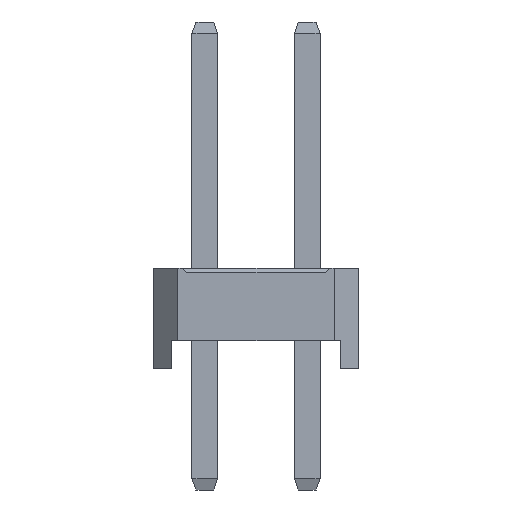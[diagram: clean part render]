
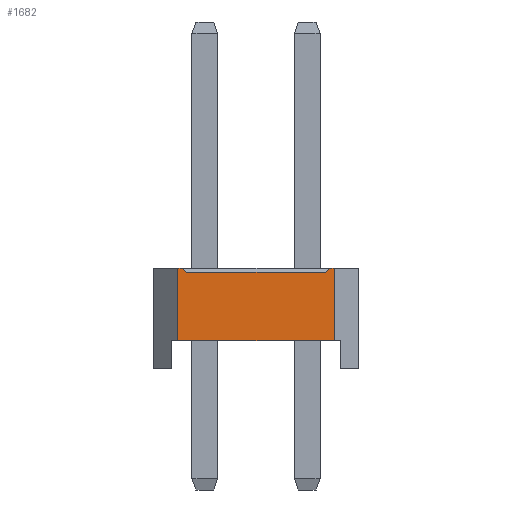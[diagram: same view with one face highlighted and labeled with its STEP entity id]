
A CAD part, left-side view. The second image highlights one B-rep face of the part: STEP entity #1682.
In plain terms, the highlighted planar face has unit normal (-1, 0, 0).
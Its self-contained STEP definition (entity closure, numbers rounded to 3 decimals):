
#1682=ADVANCED_FACE('',(#7009),#7011,.T.);
#7009=FACE_BOUND('',#7010,.T.);
#7010=EDGE_LOOP('',(#11187,#11188,#11189,#11190,#11191,#11192,#11193,#11194));
#7011=PLANE('',#7012);
#7012=AXIS2_PLACEMENT_3D('',#7013,#7014,#7015);
#7013=CARTESIAN_POINT('',(-1.27,3.21,0.));
#7014=DIRECTION('',(-1.,0.,0.));
#7015=DIRECTION('',(0.,-1.,0.));
#11187=ORIENTED_EDGE('',*,*,#13792,.F.);
#11188=ORIENTED_EDGE('',*,*,#13793,.T.);
#11189=ORIENTED_EDGE('',*,*,#13794,.F.);
#11190=ORIENTED_EDGE('',*,*,#13247,.F.);
#11191=ORIENTED_EDGE('',*,*,#13795,.F.);
#11192=ORIENTED_EDGE('',*,*,#13042,.T.);
#11193=ORIENTED_EDGE('',*,*,#13791,.T.);
#11194=ORIENTED_EDGE('',*,*,#13251,.F.);
#13042=EDGE_CURVE('',#14528,#14526,#14529,.T.);
#13247=EDGE_CURVE('',#14936,#14938,#14939,.T.);
#13251=EDGE_CURVE('',#14944,#14946,#14947,.T.);
#13791=EDGE_CURVE('',#14526,#14946,#15845,.T.);
#13792=EDGE_CURVE('',#15846,#14944,#15847,.F.);
#13793=EDGE_CURVE('',#15846,#15848,#15849,.T.);
#13794=EDGE_CURVE('',#14938,#15848,#15850,.F.);
#13795=EDGE_CURVE('',#14528,#14936,#15851,.T.);
#14526=VERTEX_POINT('',#16936);
#14528=VERTEX_POINT('',#16940);
#14529=LINE('',#16941,#16942);
#14936=VERTEX_POINT('',#17756);
#14938=VERTEX_POINT('',#17760);
#14939=LINE('',#17761,#17762);
#14944=VERTEX_POINT('',#17772);
#14946=VERTEX_POINT('',#17776);
#14947=LINE('',#17777,#17778);
#15845=LINE('',#19755,#19756);
#15846=VERTEX_POINT('',#19758);
#15847=LINE('',#19759,#19760);
#15848=VERTEX_POINT('',#19762);
#15849=LINE('',#19763,#19764);
#15850=LINE('',#19766,#19767);
#15851=LINE('',#19769,#19770);
#16936=CARTESIAN_POINT('',(-1.27,-0.67,0.7));
#16940=CARTESIAN_POINT('',(-1.27,3.21,0.7));
#16941=CARTESIAN_POINT('',(-1.27,3.21,0.7));
#16942=VECTOR('',#16943,1.);
#16943=DIRECTION('',(0.,-1.,0.));
#17756=CARTESIAN_POINT('',(-1.27,3.21,2.5));
#17760=CARTESIAN_POINT('',(-1.27,3.09,2.5));
#17761=CARTESIAN_POINT('',(-1.27,3.21,2.5));
#17762=VECTOR('',#17763,1.);
#17763=DIRECTION('',(0.,-1.,0.));
#17772=CARTESIAN_POINT('',(-1.27,-0.55,2.5));
#17776=CARTESIAN_POINT('',(-1.27,-0.67,2.5));
#17777=CARTESIAN_POINT('',(-1.27,-0.55,2.5));
#17778=VECTOR('',#17779,1.);
#17779=DIRECTION('',(0.,-1.,0.));
#19755=CARTESIAN_POINT('',(-1.27,-0.67,0.7));
#19756=VECTOR('',#19757,1.);
#19757=DIRECTION('',(0.,0.,1.));
#19758=CARTESIAN_POINT('',(-1.27,-0.45,2.4));
#19759=CARTESIAN_POINT('',(-1.27,-0.55,2.5));
#19760=VECTOR('',#19761,1.);
#19761=DIRECTION('',(0.,0.707,-0.707));
#19762=CARTESIAN_POINT('',(-1.27,2.99,2.4));
#19763=CARTESIAN_POINT('',(-1.27,-0.45,2.4));
#19764=VECTOR('',#19765,1.);
#19765=DIRECTION('',(0.,1.,0.));
#19766=CARTESIAN_POINT('',(-1.27,2.99,2.4));
#19767=VECTOR('',#19768,1.);
#19768=DIRECTION('',(0.,0.707,0.707));
#19769=CARTESIAN_POINT('',(-1.27,3.21,0.7));
#19770=VECTOR('',#19771,1.);
#19771=DIRECTION('',(0.,0.,1.));
